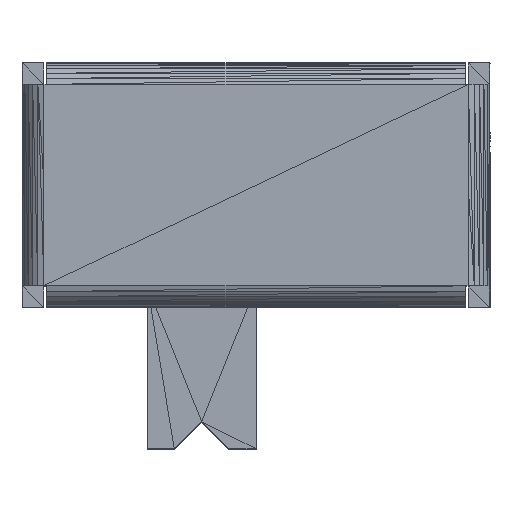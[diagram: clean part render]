
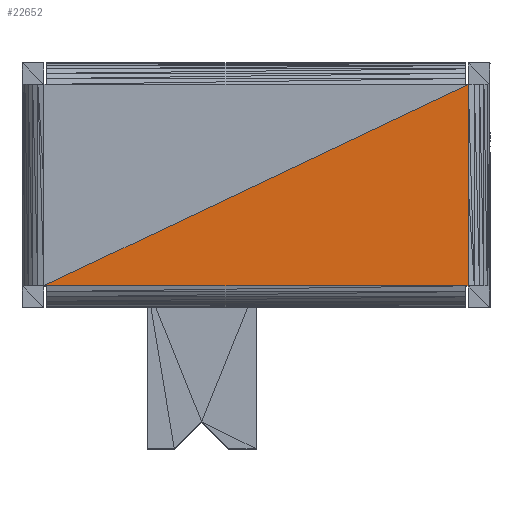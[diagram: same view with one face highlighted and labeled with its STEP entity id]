
A CAD part, top view. The second image highlights one B-rep face of the part: STEP entity #22652.
In plain terms, the highlighted planar face has unit normal (0, 0, 1).
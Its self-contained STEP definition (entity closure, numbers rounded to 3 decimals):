
#133=FACE_OUTER_BOUND('',#2152,.T.);
#2152=EDGE_LOOP('',(#14655,#14656,#14657,#14658,#14659));
#4243=LINE('',#34069,#7329);
#4244=LINE('',#34071,#7330);
#4245=LINE('',#34072,#7331);
#4246=LINE('',#34075,#7332);
#4247=LINE('',#34076,#7333);
#7329=VECTOR('',#26973,10.);
#7330=VECTOR('',#26974,10.);
#7331=VECTOR('',#26975,10.);
#7332=VECTOR('',#26978,10.);
#7333=VECTOR('',#26979,10.);
#10294=VERTEX_POINT('',#33964);
#10304=VERTEX_POINT('',#33994);
#10308=VERTEX_POINT('',#34068);
#10309=VERTEX_POINT('',#34070);
#10310=VERTEX_POINT('',#34074);
#11447=EDGE_CURVE('',#10308,#10294,#4243,.T.);
#11448=EDGE_CURVE('',#10309,#10308,#4244,.T.);
#11449=EDGE_CURVE('',#10304,#10309,#4245,.T.);
#11450=EDGE_CURVE('',#10294,#10310,#4246,.T.);
#11451=EDGE_CURVE('',#10304,#10310,#4247,.T.);
#14655=ORIENTED_EDGE('',*,*,#11450,.T.);
#14656=ORIENTED_EDGE('',*,*,#11451,.F.);
#14657=ORIENTED_EDGE('',*,*,#11449,.T.);
#14658=ORIENTED_EDGE('',*,*,#11448,.T.);
#14659=ORIENTED_EDGE('',*,*,#11447,.T.);
#20633=PLANE('',#24696);
#22652=ADVANCED_FACE('',(#133),#20633,.T.);
#24696=AXIS2_PLACEMENT_3D('',#34073,#26976,#26977);
#26973=DIRECTION('',(1.,0.,0.));
#26974=DIRECTION('',(1.,0.,0.));
#26975=DIRECTION('',(1.,0.,0.));
#26976=DIRECTION('center_axis',(0.,0.,1.));
#26977=DIRECTION('ref_axis',(1.,0.,0.));
#26978=DIRECTION('',(0.001,1.,0.));
#26979=DIRECTION('',(0.903,0.429,0.));
#33964=CARTESIAN_POINT('',(3.931,-5.687,8.17));
#33994=CARTESIAN_POINT('',(-3.956,-5.687,8.17));
#34068=CARTESIAN_POINT('',(3.879,-5.687,8.17));
#34069=CARTESIAN_POINT('',(-3.956,-5.687,8.17));
#34070=CARTESIAN_POINT('',(-3.905,-5.687,8.17));
#34071=CARTESIAN_POINT('',(-3.956,-5.687,8.17));
#34072=CARTESIAN_POINT('',(-3.956,-5.687,8.17));
#34073=CARTESIAN_POINT('Origin',(-3.956,-5.687,8.17));
#34074=CARTESIAN_POINT('',(3.933,-1.942,8.17));
#34075=CARTESIAN_POINT('',(3.931,-5.687,8.17));
#34076=CARTESIAN_POINT('',(-3.956,-5.687,8.17));
